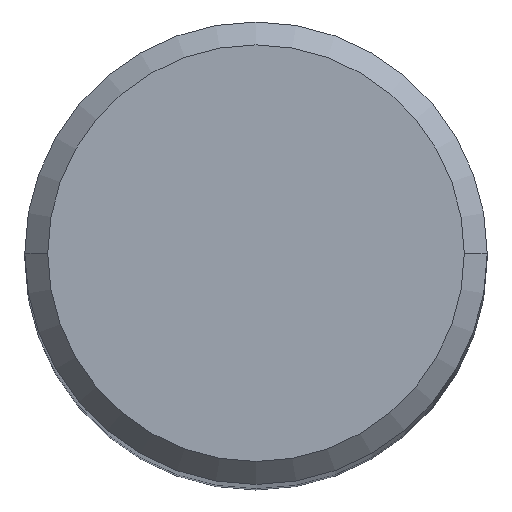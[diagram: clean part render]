
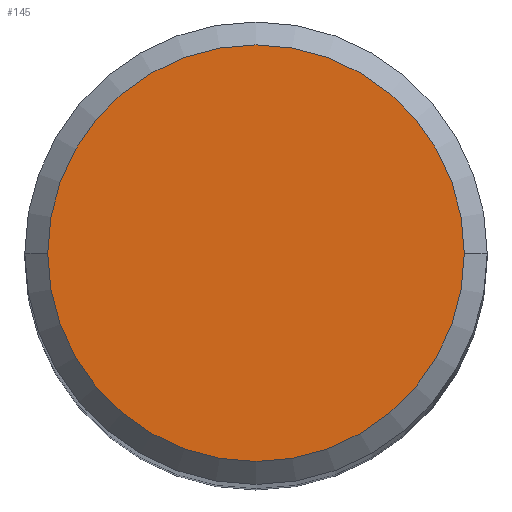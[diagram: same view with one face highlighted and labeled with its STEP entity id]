
A CAD part, top view. The second image highlights one B-rep face of the part: STEP entity #145.
In plain terms, the highlighted planar face has unit normal (0, 0, 1).
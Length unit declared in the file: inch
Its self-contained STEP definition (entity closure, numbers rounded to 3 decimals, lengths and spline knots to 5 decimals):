
#18 = CARTESIAN_POINT ( 'NONE',  ( -0.2837, 0., 0. ) ) ;
#29 = EDGE_CURVE ( 'NONE', #106, #359, #149, .T. ) ;
#51 = ORIENTED_EDGE ( 'NONE', *, *, #238, .T. ) ;
#65 = CARTESIAN_POINT ( 'NONE',  ( 0., 0., 0. ) ) ;
#67 = DIRECTION ( 'NONE',  ( 0., 0., 1. ) ) ;
#86 = DIRECTION ( 'NONE',  ( 0., 0., -1. ) ) ;
#102 = AXIS2_PLACEMENT_3D ( 'NONE', #204, #67, #294 ) ;
#104 = ORIENTED_EDGE ( 'NONE', *, *, #29, .T. ) ;
#106 = VERTEX_POINT ( 'NONE', #194 ) ;
#114 = DIRECTION ( 'NONE',  ( 0., 0., 1. ) ) ;
#118 = CIRCLE ( 'NONE', #102, 0.2837 ) ;
#140 = DIRECTION ( 'NONE',  ( -1., 0., 0. ) ) ;
#145 = ADVANCED_FACE ( 'NONE', ( #200 ), #317, .F. ) ;
#149 = CIRCLE ( 'NONE', #240, 0.2837 ) ;
#159 = EDGE_LOOP ( 'NONE', ( #51, #104 ) ) ;
#188 = AXIS2_PLACEMENT_3D ( 'NONE', #65, #86, #140 ) ;
#194 = CARTESIAN_POINT ( 'NONE',  ( 0.2837, 0., 0. ) ) ;
#196 = DIRECTION ( 'NONE',  ( 1., 0., 0. ) ) ;
#200 = FACE_OUTER_BOUND ( 'NONE', #159, .T. ) ;
#204 = CARTESIAN_POINT ( 'NONE',  ( 0., 0., 0. ) ) ;
#238 = EDGE_CURVE ( 'NONE', #359, #106, #118, .T. ) ;
#240 = AXIS2_PLACEMENT_3D ( 'NONE', #292, #114, #196 ) ;
#292 = CARTESIAN_POINT ( 'NONE',  ( 0., 0., 0. ) ) ;
#294 = DIRECTION ( 'NONE',  ( 1., 0., 0. ) ) ;
#317 = PLANE ( 'NONE',  #188 ) ;
#359 = VERTEX_POINT ( 'NONE', #18 ) ;
